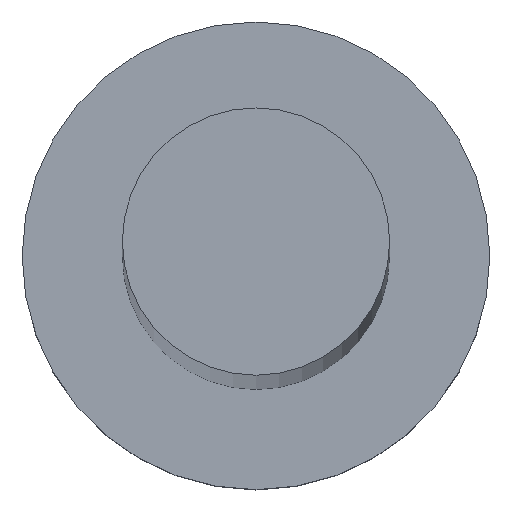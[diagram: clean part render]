
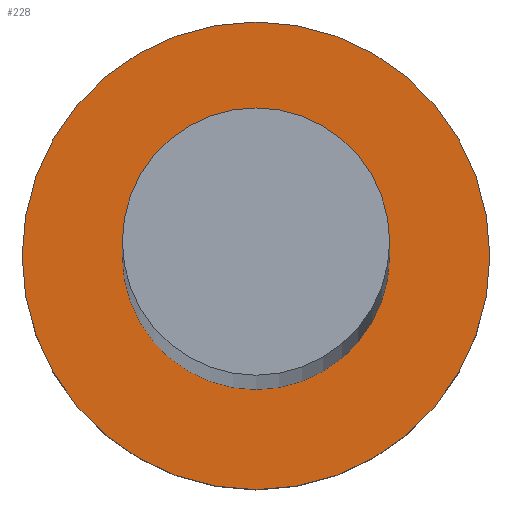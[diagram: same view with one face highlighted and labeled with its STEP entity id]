
A CAD part, top view. The second image highlights one B-rep face of the part: STEP entity #228.
In plain terms, the highlighted planar face has unit normal (0, 0, 1).
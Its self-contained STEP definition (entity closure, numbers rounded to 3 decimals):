
#16 = CARTESIAN_POINT ( 'NONE',  ( 4., 0., 5. ) ) ;
#23 = CIRCLE ( 'NONE', #69, 7. ) ;
#25 = EDGE_CURVE ( 'NONE', #62, #194, #23, .T. ) ;
#28 = AXIS2_PLACEMENT_3D ( 'NONE', #240, #181, #42 ) ;
#31 = VERTEX_POINT ( 'NONE', #16 ) ;
#34 = AXIS2_PLACEMENT_3D ( 'NONE', #216, #67, #250 ) ;
#39 = EDGE_LOOP ( 'NONE', ( #63, #157 ) ) ;
#41 = VERTEX_POINT ( 'NONE', #233 ) ;
#42 = DIRECTION ( 'NONE',  ( 1., 0., 0. ) ) ;
#48 = PLANE ( 'NONE',  #78 ) ;
#49 = AXIS2_PLACEMENT_3D ( 'NONE', #159, #197, #91 ) ;
#62 = VERTEX_POINT ( 'NONE', #142 ) ;
#63 = ORIENTED_EDGE ( 'NONE', *, *, #129, .F. ) ;
#65 = CIRCLE ( 'NONE', #28, 7. ) ;
#67 = DIRECTION ( 'NONE',  ( 0., 0., 1. ) ) ;
#69 = AXIS2_PLACEMENT_3D ( 'NONE', #94, #221, #200 ) ;
#78 = AXIS2_PLACEMENT_3D ( 'NONE', #244, #106, #132 ) ;
#85 = FACE_OUTER_BOUND ( 'NONE', #227, .T. ) ;
#90 = CIRCLE ( 'NONE', #49, 4. ) ;
#91 = DIRECTION ( 'NONE',  ( 1., 0., 0. ) ) ;
#94 = CARTESIAN_POINT ( 'NONE',  ( 0., 0., 5. ) ) ;
#106 = DIRECTION ( 'NONE',  ( 0., 0., 1. ) ) ;
#116 = ORIENTED_EDGE ( 'NONE', *, *, #145, .T. ) ;
#129 = EDGE_CURVE ( 'NONE', #41, #31, #251, .T. ) ;
#132 = DIRECTION ( 'NONE',  ( 1., 0., 0. ) ) ;
#142 = CARTESIAN_POINT ( 'NONE',  ( -7., 0., 5. ) ) ;
#145 = EDGE_CURVE ( 'NONE', #194, #62, #65, .T. ) ;
#157 = ORIENTED_EDGE ( 'NONE', *, *, #252, .F. ) ;
#159 = CARTESIAN_POINT ( 'NONE',  ( 0., 0., 5. ) ) ;
#174 = ORIENTED_EDGE ( 'NONE', *, *, #25, .T. ) ;
#181 = DIRECTION ( 'NONE',  ( 0., 0., 1. ) ) ;
#194 = VERTEX_POINT ( 'NONE', #241 ) ;
#197 = DIRECTION ( 'NONE',  ( 0., 0., 1. ) ) ;
#200 = DIRECTION ( 'NONE',  ( 1., 0., 0. ) ) ;
#209 = FACE_BOUND ( 'NONE', #39, .T. ) ;
#216 = CARTESIAN_POINT ( 'NONE',  ( 0., 0., 5. ) ) ;
#221 = DIRECTION ( 'NONE',  ( 0., 0., 1. ) ) ;
#227 = EDGE_LOOP ( 'NONE', ( #174, #116 ) ) ;
#228 = ADVANCED_FACE ( 'NONE', ( #209, #85 ), #48, .T. ) ;
#233 = CARTESIAN_POINT ( 'NONE',  ( -4., 0., 5. ) ) ;
#240 = CARTESIAN_POINT ( 'NONE',  ( 0., 0., 5. ) ) ;
#241 = CARTESIAN_POINT ( 'NONE',  ( 7., 0., 5. ) ) ;
#244 = CARTESIAN_POINT ( 'NONE',  ( 0., 0., 5. ) ) ;
#250 = DIRECTION ( 'NONE',  ( 1., 0., 0. ) ) ;
#251 = CIRCLE ( 'NONE', #34, 4. ) ;
#252 = EDGE_CURVE ( 'NONE', #31, #41, #90, .T. ) ;
